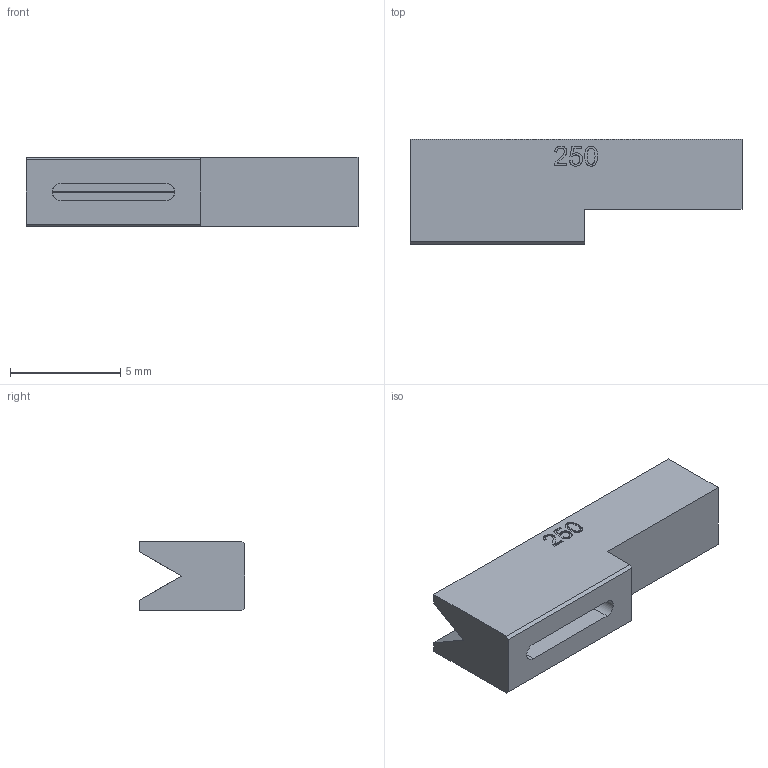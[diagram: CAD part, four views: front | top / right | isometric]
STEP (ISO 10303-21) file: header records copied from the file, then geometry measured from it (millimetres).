
FILE_DESCRIPTION (( 'STEP AP203' ), '1' );
FILE_NAME ('TTN113920-E0W.STEP', '2021-09-22T18:57:09', ( '' ), ( '' ), 'SwSTEP 2.0', 'SolidWorks 2018', '' );
FILE_SCHEMA (( 'CONFIG_CONTROL_DESIGN' ));
Length unit declared in the file: inch
Products named in the file (1): TTN113920-E0W
Bounding box: 15.09 x 4.78 x 3.17 mm (x, y, z)
Volume: 147.1 mm3; surface area: 310.3 mm2
Topology: 1 solids, 1 shells, 105 faces, 288 edges, 192 vertices
Faces by surface type: bspline 56, plane 47, cylinder 2
Entity records: 3663 total; most frequent: CARTESIAN_POINT 1302, ORIENTED_EDGE 576, EDGE_CURVE 288, DIRECTION 278, VERTEX_POINT 192, VECTOR 166, LINE 166, EDGE_LOOP 114
